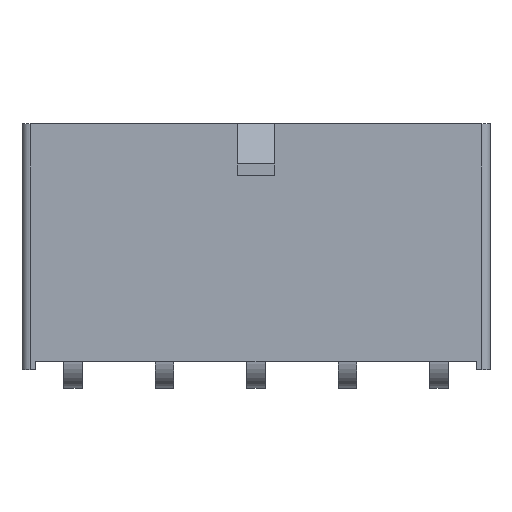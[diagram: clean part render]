
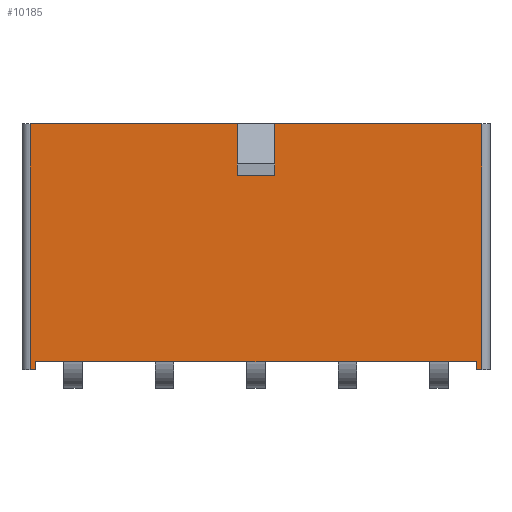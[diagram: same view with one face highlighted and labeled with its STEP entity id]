
A CAD part, top view. The second image highlights one B-rep face of the part: STEP entity #10185.
In plain terms, the highlighted planar face has unit normal (0, 0, 1).
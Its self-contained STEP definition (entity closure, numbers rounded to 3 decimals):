
#412=ORIENTED_EDGE('',*,*,#2446,.F.);
#413=ORIENTED_EDGE('',*,*,#2444,.T.);
#414=ORIENTED_EDGE('',*,*,#2447,.T.);
#415=ORIENTED_EDGE('',*,*,#2448,.T.);
#416=ORIENTED_EDGE('',*,*,#2449,.F.);
#417=ORIENTED_EDGE('',*,*,#2450,.F.);
#418=ORIENTED_EDGE('',*,*,#2451,.F.);
#419=ORIENTED_EDGE('',*,*,#2452,.T.);
#420=ORIENTED_EDGE('',*,*,#2453,.F.);
#421=ORIENTED_EDGE('',*,*,#2454,.F.);
#422=ORIENTED_EDGE('',*,*,#2455,.T.);
#423=ORIENTED_EDGE('',*,*,#2456,.F.);
#2444=EDGE_CURVE('',#3444,#3443,#4126,.T.);
#2446=EDGE_CURVE('',#3444,#3445,#4128,.T.);
#2447=EDGE_CURVE('',#3443,#3446,#4129,.T.);
#2448=EDGE_CURVE('',#3446,#3447,#4130,.T.);
#2449=EDGE_CURVE('',#3448,#3447,#4131,.T.);
#2450=EDGE_CURVE('',#3449,#3448,#4132,.T.);
#2451=EDGE_CURVE('',#3450,#3449,#4133,.T.);
#2452=EDGE_CURVE('',#3450,#3451,#4134,.T.);
#2453=EDGE_CURVE('',#3452,#3451,#4135,.T.);
#2454=EDGE_CURVE('',#3453,#3452,#4136,.T.);
#2455=EDGE_CURVE('',#3453,#3454,#4137,.T.);
#2456=EDGE_CURVE('',#3445,#3454,#4138,.T.);
#3443=VERTEX_POINT('',#13461);
#3444=VERTEX_POINT('',#13463);
#3445=VERTEX_POINT('',#13467);
#3446=VERTEX_POINT('',#13469);
#3447=VERTEX_POINT('',#13471);
#3448=VERTEX_POINT('',#13473);
#3449=VERTEX_POINT('',#13475);
#3450=VERTEX_POINT('',#13477);
#3451=VERTEX_POINT('',#13479);
#3452=VERTEX_POINT('',#13481);
#3453=VERTEX_POINT('',#13483);
#3454=VERTEX_POINT('',#13485);
#4126=LINE('',#13462,#5086);
#4128=LINE('',#13466,#5088);
#4129=LINE('',#13468,#5089);
#4130=LINE('',#13470,#5090);
#4131=LINE('',#13472,#5091);
#4132=LINE('',#13474,#5092);
#4133=LINE('',#13476,#5093);
#4134=LINE('',#13478,#5094);
#4135=LINE('',#13480,#5095);
#4136=LINE('',#13482,#5096);
#4137=LINE('',#13484,#5097);
#4138=LINE('',#13486,#5098);
#5086=VECTOR('',#11400,1000.);
#5088=VECTOR('',#11404,1000.);
#5089=VECTOR('',#11405,1000.);
#5090=VECTOR('',#11406,1000.);
#5091=VECTOR('',#11407,1000.);
#5092=VECTOR('',#11408,1000.);
#5093=VECTOR('',#11409,1000.);
#5094=VECTOR('',#11410,1000.);
#5095=VECTOR('',#11411,1000.);
#5096=VECTOR('',#11412,1000.);
#5097=VECTOR('',#11413,1000.);
#5098=VECTOR('',#11414,1000.);
#5925=EDGE_LOOP('',(#412,#413,#414,#415,#416,#417,#418,#419,#420,#421,#422,
#423));
#6375=FACE_BOUND('',#5925,.T.);
#6818=PLANE('',#10633);
#10185=ADVANCED_FACE('',(#6375),#6818,.F.);
#10633=AXIS2_PLACEMENT_3D('',#13465,#11402,#11403);
#11400=DIRECTION('',(0.,1.,0.));
#11402=DIRECTION('',(0.,0.,-1.));
#11403=DIRECTION('',(-1.,0.,0.));
#11404=DIRECTION('',(1.,0.,0.));
#11405=DIRECTION('',(-1.,0.,0.));
#11406=DIRECTION('',(0.,-1.,0.));
#11407=DIRECTION('',(-1.,0.,0.));
#11408=DIRECTION('',(0.,-1.,0.));
#11409=DIRECTION('',(-1.,0.,0.));
#11410=DIRECTION('',(0.,-1.,0.));
#11411=DIRECTION('',(-1.,0.,0.));
#11412=DIRECTION('',(0.,-1.,0.));
#11413=DIRECTION('',(-1.,0.,0.));
#11414=DIRECTION('',(0.,1.,0.));
#13461=CARTESIAN_POINT('',(-13.725,7.65,3.4));
#13462=CARTESIAN_POINT('',(-13.725,7.15,3.4));
#13463=CARTESIAN_POINT('',(-13.725,7.15,3.4));
#13465=CARTESIAN_POINT('',(14.575,7.65,3.4));
#13466=CARTESIAN_POINT('',(-13.725,7.15,3.4));
#13467=CARTESIAN_POINT('',(13.725,7.15,3.4));
#13468=CARTESIAN_POINT('',(14.575,7.65,3.4));
#13469=CARTESIAN_POINT('',(-14.075,7.65,3.4));
#13470=CARTESIAN_POINT('',(-14.075,7.65,3.4));
#13471=CARTESIAN_POINT('',(-14.075,-7.65,3.4));
#13472=CARTESIAN_POINT('',(14.575,-7.65,3.4));
#13473=CARTESIAN_POINT('',(-1.175,-7.65,3.4));
#13474=CARTESIAN_POINT('',(-1.175,-4.65,3.4));
#13475=CARTESIAN_POINT('',(-1.175,-4.65,3.4));
#13476=CARTESIAN_POINT('',(1.175,-4.65,3.4));
#13477=CARTESIAN_POINT('',(1.175,-4.65,3.4));
#13478=CARTESIAN_POINT('',(1.175,-4.65,3.4));
#13479=CARTESIAN_POINT('',(1.175,-7.65,3.4));
#13480=CARTESIAN_POINT('',(14.575,-7.65,3.4));
#13481=CARTESIAN_POINT('',(14.075,-7.65,3.4));
#13482=CARTESIAN_POINT('',(14.075,7.65,3.4));
#13483=CARTESIAN_POINT('',(14.075,7.65,3.4));
#13484=CARTESIAN_POINT('',(14.575,7.65,3.4));
#13485=CARTESIAN_POINT('',(13.725,7.65,3.4));
#13486=CARTESIAN_POINT('',(13.725,7.15,3.4));
